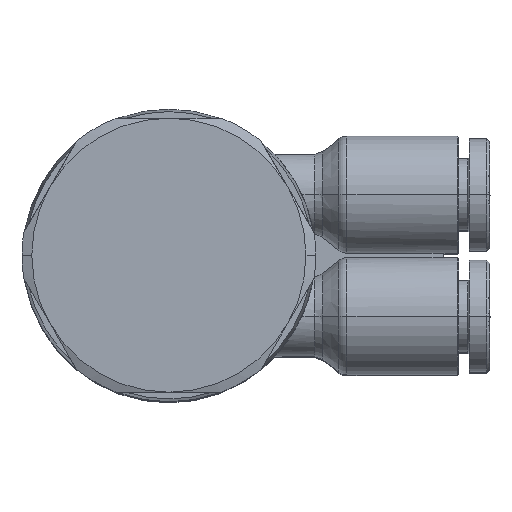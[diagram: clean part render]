
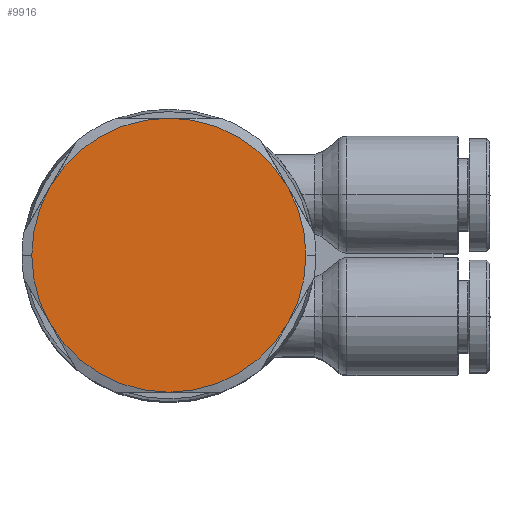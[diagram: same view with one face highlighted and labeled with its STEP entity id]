
A CAD part, top view. The second image highlights one B-rep face of the part: STEP entity #9916.
In plain terms, the highlighted planar face has unit normal (0, 0, 1).
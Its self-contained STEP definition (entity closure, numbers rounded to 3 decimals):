
#8845=CARTESIAN_POINT('',(12.5,4.65,14.5));
#8846=VERTEX_POINT('',#8845);
#8853=CARTESIAN_POINT('',(11.093,-0.6,14.5));
#8854=VERTEX_POINT('',#8853);
#8855=CARTESIAN_POINT('',(2.,4.65,14.5));
#8856=DIRECTION('',(0.0,0.0,1.0));
#8857=DIRECTION('',(-1.0,0.0,0.0));
#8858=AXIS2_PLACEMENT_3D('',#8855,#8856,#8857);
#8859=CIRCLE('',#8858,10.5);
#8860=EDGE_CURVE('',#8854,#8846,#8859,.T.);
#8884=CARTESIAN_POINT('',(-8.5,4.65,14.5));
#8885=VERTEX_POINT('',#8884);
#8893=CARTESIAN_POINT('',(-7.093,-0.6,14.5));
#8894=VERTEX_POINT('',#8893);
#8908=CARTESIAN_POINT('',(2.,4.65,14.5));
#8909=DIRECTION('',(0.0,0.0,1.0));
#8910=DIRECTION('',(-1.0,0.0,0.0));
#8911=AXIS2_PLACEMENT_3D('',#8908,#8909,#8910);
#8912=CIRCLE('',#8911,10.5);
#8913=EDGE_CURVE('',#8885,#8894,#8912,.T.);
#9248=CARTESIAN_POINT('',(-7.093,9.9,14.5));
#9249=VERTEX_POINT('',#9248);
#9250=CARTESIAN_POINT('',(2.,4.65,14.5));
#9251=DIRECTION('',(0.0,0.0,1.0));
#9252=DIRECTION('',(-1.0,0.0,0.0));
#9253=AXIS2_PLACEMENT_3D('',#9250,#9251,#9252);
#9254=CIRCLE('',#9253,10.5);
#9255=EDGE_CURVE('',#9249,#8885,#9254,.T.);
#9289=CARTESIAN_POINT('',(2.,15.15,14.5));
#9290=VERTEX_POINT('',#9289);
#9326=CARTESIAN_POINT('',(2.,4.65,14.5));
#9327=DIRECTION('',(0.0,0.0,1.0));
#9328=DIRECTION('',(-1.0,0.0,0.0));
#9329=AXIS2_PLACEMENT_3D('',#9326,#9327,#9328);
#9330=CIRCLE('',#9329,10.5);
#9331=EDGE_CURVE('',#9290,#9249,#9330,.T.);
#9356=CARTESIAN_POINT('',(11.093,9.9,14.5));
#9357=VERTEX_POINT('',#9356);
#9358=CARTESIAN_POINT('',(2.,4.65,14.5));
#9359=DIRECTION('',(0.0,0.0,1.0));
#9360=DIRECTION('',(-1.0,0.0,0.0));
#9361=AXIS2_PLACEMENT_3D('',#9358,#9359,#9360);
#9362=CIRCLE('',#9361,10.5);
#9363=EDGE_CURVE('',#9357,#9290,#9362,.T.);
#9418=CARTESIAN_POINT('',(2.,4.65,14.5));
#9419=DIRECTION('',(0.0,0.0,1.0));
#9420=DIRECTION('',(-1.0,0.0,0.0));
#9421=AXIS2_PLACEMENT_3D('',#9418,#9419,#9420);
#9422=CIRCLE('',#9421,10.5);
#9423=EDGE_CURVE('',#8846,#9357,#9422,.T.);
#9448=CARTESIAN_POINT('',(2.,-5.85,14.5));
#9449=VERTEX_POINT('',#9448);
#9450=CARTESIAN_POINT('',(2.,4.65,14.5));
#9451=DIRECTION('',(0.0,0.0,1.0));
#9452=DIRECTION('',(-1.0,0.0,0.0));
#9453=AXIS2_PLACEMENT_3D('',#9450,#9451,#9452);
#9454=CIRCLE('',#9453,10.5);
#9455=EDGE_CURVE('',#9449,#8854,#9454,.T.);
#9502=CARTESIAN_POINT('',(2.,4.65,14.5));
#9503=DIRECTION('',(0.0,0.0,1.0));
#9504=DIRECTION('',(-1.0,0.0,0.0));
#9505=AXIS2_PLACEMENT_3D('',#9502,#9503,#9504);
#9506=CIRCLE('',#9505,10.5);
#9507=EDGE_CURVE('',#8894,#9449,#9506,.T.);
#9901=CARTESIAN_POINT('',(2.,4.65,14.5));
#9902=DIRECTION('',(0.0,0.0,1.0));
#9903=DIRECTION('',(-1.0,0.0,0.0));
#9904=AXIS2_PLACEMENT_3D('',#9901,#9902,#9903);
#9905=PLANE('',#9904);
#9906=ORIENTED_EDGE('',*,*,#9507,.T.);
#9907=ORIENTED_EDGE('',*,*,#9455,.T.);
#9908=ORIENTED_EDGE('',*,*,#8860,.T.);
#9909=ORIENTED_EDGE('',*,*,#9423,.T.);
#9910=ORIENTED_EDGE('',*,*,#9363,.T.);
#9911=ORIENTED_EDGE('',*,*,#9331,.T.);
#9912=ORIENTED_EDGE('',*,*,#9255,.T.);
#9913=ORIENTED_EDGE('',*,*,#8913,.T.);
#9914=EDGE_LOOP('',(#9906,#9907,#9908,#9909,#9910,#9911,#9912,#9913));
#9915=FACE_OUTER_BOUND('',#9914,.T.);
#9916=ADVANCED_FACE('',(#9915),#9905,.T.);
